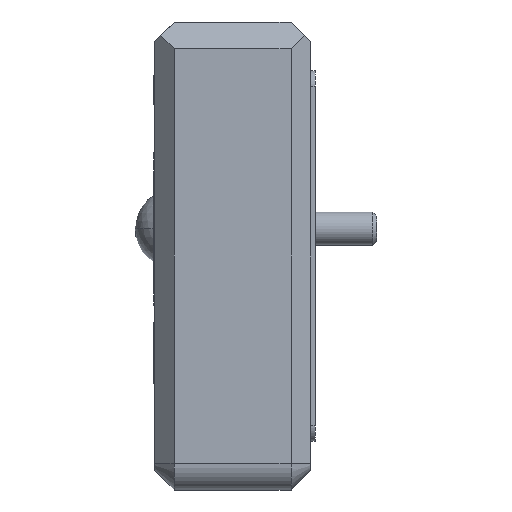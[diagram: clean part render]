
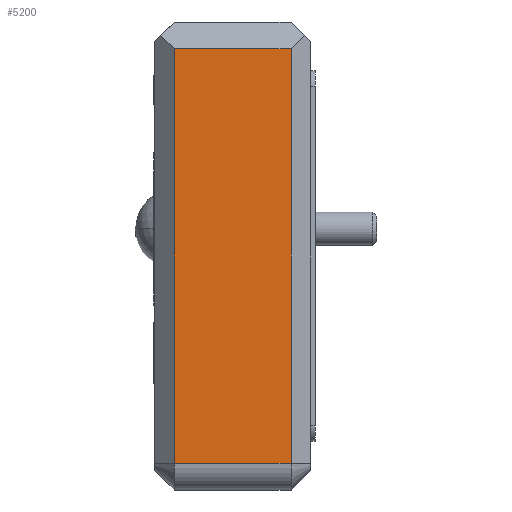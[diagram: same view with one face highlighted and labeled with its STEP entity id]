
A CAD part, left-side view. The second image highlights one B-rep face of the part: STEP entity #5200.
In plain terms, the highlighted planar face has unit normal (-1, 0, 0).
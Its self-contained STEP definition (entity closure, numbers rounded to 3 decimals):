
#30 = ORIENTED_EDGE ( 'NONE', *, *, #6716, .T. ) ;
#324 = CARTESIAN_POINT ( 'NONE',  ( -6., 3.5, -5.32 ) ) ;
#706 = CARTESIAN_POINT ( 'NONE',  ( -6., 3.5, -5.32 ) ) ;
#1045 = CARTESIAN_POINT ( 'NONE',  ( -6., 0.5, -5.32 ) ) ;
#1402 = DIRECTION ( 'NONE',  ( 0., 0., -1. ) ) ;
#1411 = VECTOR ( 'NONE', #2778, 1000. ) ;
#1673 = CARTESIAN_POINT ( 'NONE',  ( -6., 0.5, 5.32 ) ) ;
#1866 = LINE ( 'NONE', #2464, #7769 ) ;
#1899 = CARTESIAN_POINT ( 'NONE',  ( -6., 4., 6. ) ) ;
#1960 = LINE ( 'NONE', #324, #6084 ) ;
#2019 = CARTESIAN_POINT ( 'NONE',  ( -6., 0.5, 6. ) ) ;
#2154 = ORIENTED_EDGE ( 'NONE', *, *, #4487, .T. ) ;
#2217 = VERTEX_POINT ( 'NONE', #6326 ) ;
#2464 = CARTESIAN_POINT ( 'NONE',  ( -6., 4., 5.32 ) ) ;
#2589 = PLANE ( 'NONE',  #5664 ) ;
#2687 = FACE_OUTER_BOUND ( 'NONE', #8254, .T. ) ;
#2778 = DIRECTION ( 'NONE',  ( 0., 0., 1. ) ) ;
#3066 = EDGE_CURVE ( 'NONE', #5213, #6770, #9179, .T. ) ;
#3121 = VECTOR ( 'NONE', #9124, 1000. ) ;
#3591 = EDGE_CURVE ( 'NONE', #2217, #5213, #1960, .T. ) ;
#4487 = EDGE_CURVE ( 'NONE', #6770, #7064, #4587, .T. ) ;
#4541 = ORIENTED_EDGE ( 'NONE', *, *, #3066, .T. ) ;
#4587 = LINE ( 'NONE', #2019, #1411 ) ;
#5200 = ADVANCED_FACE ( 'NONE', ( #2687 ), #2589, .F. ) ;
#5213 = VERTEX_POINT ( 'NONE', #706 ) ;
#5664 = AXIS2_PLACEMENT_3D ( 'NONE', #1899, #6635, #1402 ) ;
#6084 = VECTOR ( 'NONE', #8989, 1000. ) ;
#6326 = CARTESIAN_POINT ( 'NONE',  ( -6., 3.5, 5.32 ) ) ;
#6635 = DIRECTION ( 'NONE',  ( 1., 0., 0. ) ) ;
#6716 = EDGE_CURVE ( 'NONE', #7064, #2217, #1866, .T. ) ;
#6770 = VERTEX_POINT ( 'NONE', #1045 ) ;
#7064 = VERTEX_POINT ( 'NONE', #1673 ) ;
#7169 = ORIENTED_EDGE ( 'NONE', *, *, #3591, .T. ) ;
#7769 = VECTOR ( 'NONE', #7834, 1000. ) ;
#7834 = DIRECTION ( 'NONE',  ( 0., 1., 0. ) ) ;
#8254 = EDGE_LOOP ( 'NONE', ( #2154, #30, #7169, #4541 ) ) ;
#8297 = CARTESIAN_POINT ( 'NONE',  ( -6., 4., -5.32 ) ) ;
#8989 = DIRECTION ( 'NONE',  ( 0., 0., -1. ) ) ;
#9124 = DIRECTION ( 'NONE',  ( 0., -1., 0. ) ) ;
#9179 = LINE ( 'NONE', #8297, #3121 ) ;
